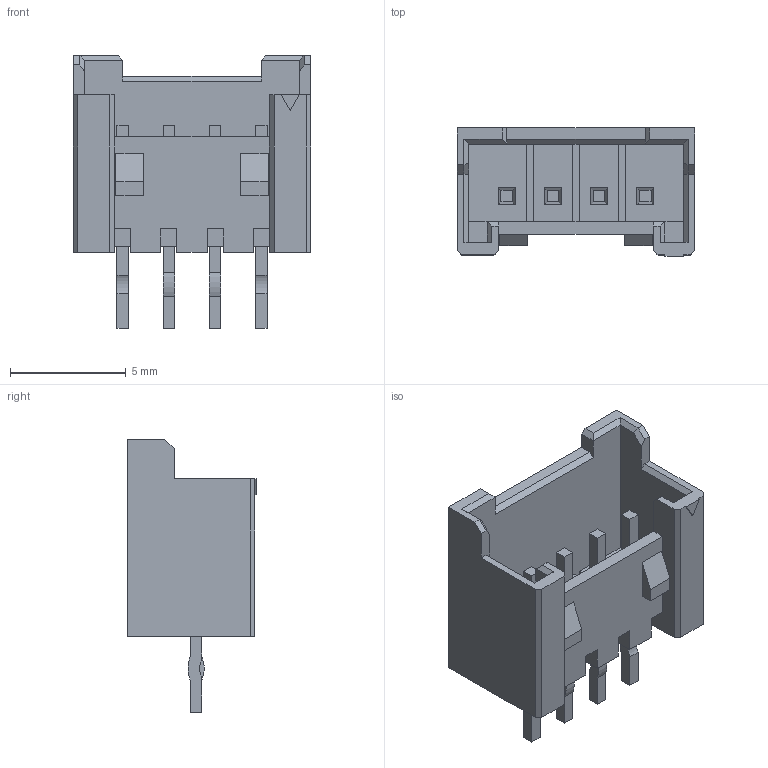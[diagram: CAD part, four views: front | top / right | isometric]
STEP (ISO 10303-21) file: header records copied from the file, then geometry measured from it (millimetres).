
FILE_DESCRIPTION(/* description */ (''),/* implementation_level */ '2;1');
FILE_NAME(/* name */ '35362-0450.step',/* time_stamp */ '2024-08-14T22:21:55-04:00',/* author */ (''),/* organization */ (''),/* preprocessor_version */ 'ST-DEVELOPER v20',/* originating_system */ 'Autodesk Translation Framework v12.20.1.177',/* authorisation */ '');
FILE_SCHEMA (('AUTOMOTIVE_DESIGN { 1 0 10303 214 3 1 1 }'));
Length unit declared in the file: millimetre
Products named in the file (1): (Unsaved)
Bounding box: 10.3 x 5.55 x 11.8 mm (x, y, z)
Volume: 177 mm3; surface area: 574.4 mm2
Topology: 1 solids, 1 shells, 174 faces, 460 edges, 298 vertices
Faces by surface type: plane 166, cylinder 8
Entity records: 5292 total; most frequent: CARTESIAN_POINT 933, ORIENTED_EDGE 920, DIRECTION 826, EDGE_CURVE 460, LINE 444, VECTOR 444, VERTEX_POINT 298, AXIS2_PLACEMENT_3D 191
